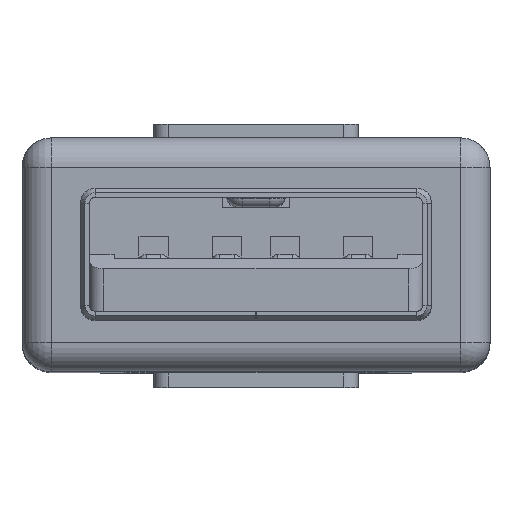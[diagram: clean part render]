
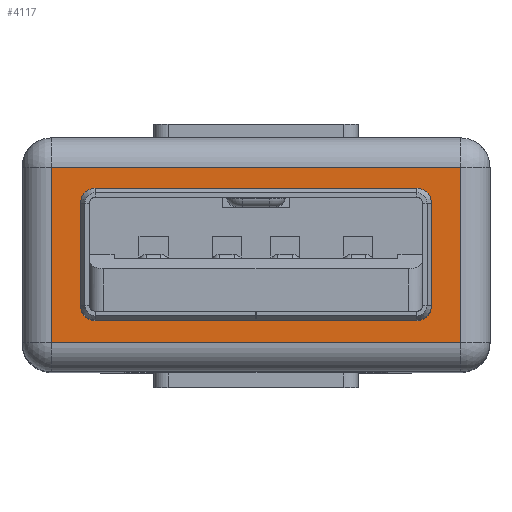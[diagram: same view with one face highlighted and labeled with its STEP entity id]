
A CAD part, top view. The second image highlights one B-rep face of the part: STEP entity #4117.
In plain terms, the highlighted planar face has unit normal (0, 0, 1).
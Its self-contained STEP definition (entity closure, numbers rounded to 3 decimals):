
#573 = ORIENTED_EDGE ( 'NONE', *, *, #1357, .F. ) ;
#660 = VECTOR ( 'NONE', #14661, 1000. ) ;
#901 = CARTESIAN_POINT ( 'NONE',  ( -7., 4., 2.6 ) ) ;
#989 = CIRCLE ( 'NONE', #7580, 0.5 ) ;
#1299 = VECTOR ( 'NONE', #20879, 1000. ) ;
#1357 = EDGE_CURVE ( 'NONE', #20359, #12009, #7189, .T. ) ;
#1924 = EDGE_CURVE ( 'NONE', #6773, #20359, #989, .T. ) ;
#2046 = EDGE_CURVE ( 'NONE', #12009, #11270, #12545, .T. ) ;
#2114 = VECTOR ( 'NONE', #11466, 1000. ) ;
#2437 = DIRECTION ( 'NONE',  ( 1., 0., 0. ) ) ;
#2559 = DIRECTION ( 'NONE',  ( 0., 1., 0. ) ) ;
#2626 = LINE ( 'NONE', #901, #13514 ) ;
#2709 = ORIENTED_EDGE ( 'NONE', *, *, #25190, .F. ) ;
#3216 = CARTESIAN_POINT ( 'NONE',  ( 7., 3., 2.6 ) ) ;
#4117 = ADVANCED_FACE ( 'NONE', ( #14013, #21401 ), #14680, .F. ) ;
#4511 = EDGE_LOOP ( 'NONE', ( #22914, #7154, #6497, #9225 ) ) ;
#4811 = CARTESIAN_POINT ( 'NONE',  ( 7., -3., 2.6 ) ) ;
#5024 = VERTEX_POINT ( 'NONE', #11504 ) ;
#5174 = VERTEX_POINT ( 'NONE', #14070 ) ;
#5648 = AXIS2_PLACEMENT_3D ( 'NONE', #7058, #21373, #9110 ) ;
#5762 = ORIENTED_EDGE ( 'NONE', *, *, #15619, .F. ) ;
#6497 = ORIENTED_EDGE ( 'NONE', *, *, #25211, .T. ) ;
#6733 = EDGE_CURVE ( 'NONE', #14778, #6773, #22479, .T. ) ;
#6773 = VERTEX_POINT ( 'NONE', #12793 ) ;
#7058 = CARTESIAN_POINT ( 'NONE',  ( -5.5, -1.75, 2.6 ) ) ;
#7075 = CARTESIAN_POINT ( 'NONE',  ( 5.5, -1.75, 2.6 ) ) ;
#7079 = DIRECTION ( 'NONE',  ( 0., 0., 1. ) ) ;
#7154 = ORIENTED_EDGE ( 'NONE', *, *, #21740, .T. ) ;
#7189 = LINE ( 'NONE', #10184, #12002 ) ;
#7361 = DIRECTION ( 'NONE',  ( 0., 1., 0. ) ) ;
#7412 = LINE ( 'NONE', #24908, #12228 ) ;
#7580 = AXIS2_PLACEMENT_3D ( 'NONE', #11615, #25965, #26225 ) ;
#8487 = ORIENTED_EDGE ( 'NONE', *, *, #13512, .F. ) ;
#8645 = VERTEX_POINT ( 'NONE', #24144 ) ;
#8651 = ORIENTED_EDGE ( 'NONE', *, *, #6733, .F. ) ;
#8686 = DIRECTION ( 'NONE',  ( 0., -1., 0. ) ) ;
#9110 = DIRECTION ( 'NONE',  ( 1., 0., 0. ) ) ;
#9126 = DIRECTION ( 'NONE',  ( 1., 0., 0. ) ) ;
#9225 = ORIENTED_EDGE ( 'NONE', *, *, #19999, .T. ) ;
#10184 = CARTESIAN_POINT ( 'NONE',  ( -6., 1.75, 2.6 ) ) ;
#10303 = AXIS2_PLACEMENT_3D ( 'NONE', #7075, #21385, #9126 ) ;
#10657 = DIRECTION ( 'NONE',  ( 0., 0., -1. ) ) ;
#11270 = VERTEX_POINT ( 'NONE', #18430 ) ;
#11466 = DIRECTION ( 'NONE',  ( -1., 0., 0. ) ) ;
#11504 = CARTESIAN_POINT ( 'NONE',  ( -7., 3., 2.6 ) ) ;
#11615 = CARTESIAN_POINT ( 'NONE',  ( -5.5, 1.75, 2.6 ) ) ;
#11841 = VECTOR ( 'NONE', #2559, 1000. ) ;
#11927 = ORIENTED_EDGE ( 'NONE', *, *, #1924, .F. ) ;
#12002 = VECTOR ( 'NONE', #8686, 1000. ) ;
#12009 = VERTEX_POINT ( 'NONE', #20011 ) ;
#12228 = VECTOR ( 'NONE', #2437, 1000. ) ;
#12392 = EDGE_LOOP ( 'NONE', ( #2709, #22653, #573, #11927, #8651, #25494, #8487, #5762 ) ) ;
#12545 = CIRCLE ( 'NONE', #5648, 0.5 ) ;
#12615 = CARTESIAN_POINT ( 'NONE',  ( -5.5, 2.25, 2.6 ) ) ;
#12793 = CARTESIAN_POINT ( 'NONE',  ( -5.5, 2.25, 2.6 ) ) ;
#12853 = LINE ( 'NONE', #14697, #1299 ) ;
#12954 = EDGE_CURVE ( 'NONE', #18495, #14778, #23221, .T. ) ;
#13512 = EDGE_CURVE ( 'NONE', #25069, #18495, #23141, .T. ) ;
#13514 = VECTOR ( 'NONE', #15178, 1000. ) ;
#14013 = FACE_OUTER_BOUND ( 'NONE', #4511, .T. ) ;
#14070 = CARTESIAN_POINT ( 'NONE',  ( 5.5, -2.25, 2.6 ) ) ;
#14661 = DIRECTION ( 'NONE',  ( -1., 0., 0. ) ) ;
#14680 = PLANE ( 'NONE',  #21855 ) ;
#14697 = CARTESIAN_POINT ( 'NONE',  ( 8., -3., 2.6 ) ) ;
#14778 = VERTEX_POINT ( 'NONE', #17871 ) ;
#14825 = CARTESIAN_POINT ( 'NONE',  ( 7., 4., 2.6 ) ) ;
#15178 = DIRECTION ( 'NONE',  ( 0., -1., 0. ) ) ;
#15619 = EDGE_CURVE ( 'NONE', #5174, #25069, #17340, .T. ) ;
#15977 = CARTESIAN_POINT ( 'NONE',  ( -6., 1.75, 2.6 ) ) ;
#16183 = VERTEX_POINT ( 'NONE', #3216 ) ;
#16710 = AXIS2_PLACEMENT_3D ( 'NONE', #19310, #7079, #21391 ) ;
#17153 = VERTEX_POINT ( 'NONE', #4811 ) ;
#17340 = CIRCLE ( 'NONE', #10303, 0.5 ) ;
#17702 = VECTOR ( 'NONE', #7361, 1000. ) ;
#17871 = CARTESIAN_POINT ( 'NONE',  ( 5.5, 2.25, 2.6 ) ) ;
#18430 = CARTESIAN_POINT ( 'NONE',  ( -5.5, -2.25, 2.6 ) ) ;
#18467 = LINE ( 'NONE', #25980, #2114 ) ;
#18495 = VERTEX_POINT ( 'NONE', #25775 ) ;
#19310 = CARTESIAN_POINT ( 'NONE',  ( 5.5, 1.75, 2.6 ) ) ;
#19999 = EDGE_CURVE ( 'NONE', #17153, #16183, #22724, .T. ) ;
#20011 = CARTESIAN_POINT ( 'NONE',  ( -6., -1.75, 2.6 ) ) ;
#20359 = VERTEX_POINT ( 'NONE', #15977 ) ;
#20879 = DIRECTION ( 'NONE',  ( 1., 0., 0. ) ) ;
#21373 = DIRECTION ( 'NONE',  ( 0., 0., 1. ) ) ;
#21385 = DIRECTION ( 'NONE',  ( 0., 0., 1. ) ) ;
#21391 = DIRECTION ( 'NONE',  ( -1., 0., 0. ) ) ;
#21401 = FACE_BOUND ( 'NONE', #12392, .T. ) ;
#21740 = EDGE_CURVE ( 'NONE', #5024, #8645, #2626, .T. ) ;
#21855 = AXIS2_PLACEMENT_3D ( 'NONE', #22939, #10657, #24974 ) ;
#22406 = EDGE_CURVE ( 'NONE', #16183, #5024, #18467, .T. ) ;
#22479 = LINE ( 'NONE', #12615, #660 ) ;
#22489 = CARTESIAN_POINT ( 'NONE',  ( 6., -1.75, 2.6 ) ) ;
#22653 = ORIENTED_EDGE ( 'NONE', *, *, #2046, .F. ) ;
#22724 = LINE ( 'NONE', #14825, #11841 ) ;
#22914 = ORIENTED_EDGE ( 'NONE', *, *, #22406, .T. ) ;
#22939 = CARTESIAN_POINT ( 'NONE',  ( 8., 4., 2.6 ) ) ;
#23141 = LINE ( 'NONE', #25720, #17702 ) ;
#23221 = CIRCLE ( 'NONE', #16710, 0.5 ) ;
#24144 = CARTESIAN_POINT ( 'NONE',  ( -7., -3., 2.6 ) ) ;
#24908 = CARTESIAN_POINT ( 'NONE',  ( -5.5, -2.25, 2.6 ) ) ;
#24974 = DIRECTION ( 'NONE',  ( -1., 0., 0. ) ) ;
#25069 = VERTEX_POINT ( 'NONE', #22489 ) ;
#25190 = EDGE_CURVE ( 'NONE', #11270, #5174, #7412, .T. ) ;
#25211 = EDGE_CURVE ( 'NONE', #8645, #17153, #12853, .T. ) ;
#25494 = ORIENTED_EDGE ( 'NONE', *, *, #12954, .F. ) ;
#25720 = CARTESIAN_POINT ( 'NONE',  ( 6., 1.75, 2.6 ) ) ;
#25775 = CARTESIAN_POINT ( 'NONE',  ( 6., 1.75, 2.6 ) ) ;
#25965 = DIRECTION ( 'NONE',  ( 0., 0., 1. ) ) ;
#25980 = CARTESIAN_POINT ( 'NONE',  ( -8., 3., 2.6 ) ) ;
#26225 = DIRECTION ( 'NONE',  ( 1., 0., 0. ) ) ;
